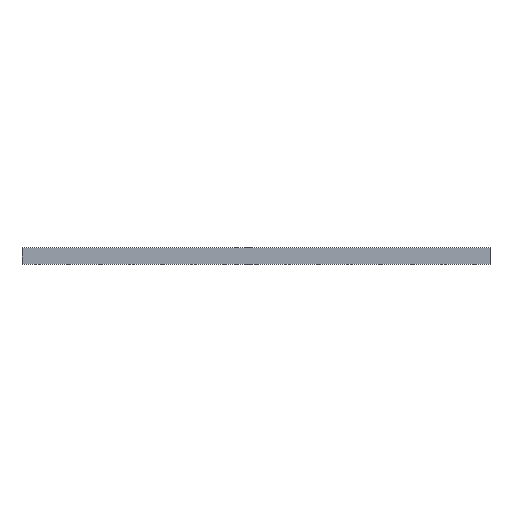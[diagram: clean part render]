
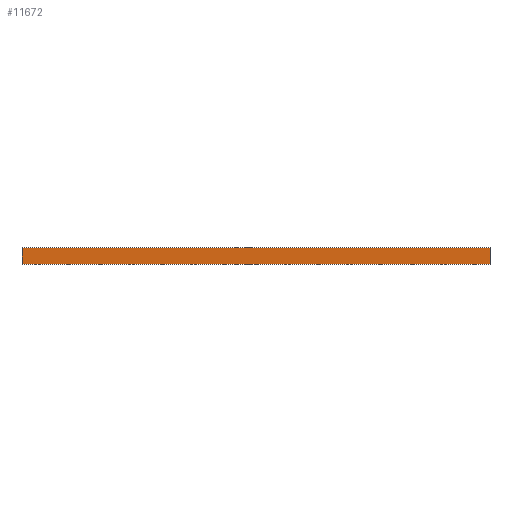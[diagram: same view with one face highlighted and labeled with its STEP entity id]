
A CAD part, front view. The second image highlights one B-rep face of the part: STEP entity #11672.
In plain terms, the highlighted planar face has unit normal (0, -0.999, -0.035).
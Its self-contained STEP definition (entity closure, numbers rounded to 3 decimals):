
#1625 = LINE ( 'NONE', #16582, #14452 ) ;
#1888 = DIRECTION ( 'NONE',  ( 0., 0.035, -0.999 ) ) ;
#2221 = EDGE_LOOP ( 'NONE', ( #6096, #3881, #13283, #13368 ) ) ;
#2491 = VECTOR ( 'NONE', #3170, 1000. ) ;
#2829 = CARTESIAN_POINT ( 'NONE',  ( 1500., -0.01, 0.29 ) ) ;
#3170 = DIRECTION ( 'NONE',  ( 0., -0.035, 0.999 ) ) ;
#3610 = CARTESIAN_POINT ( 'NONE',  ( 1500., -0.01, 0.29 ) ) ;
#3881 = ORIENTED_EDGE ( 'NONE', *, *, #11150, .F. ) ;
#5064 = VERTEX_POINT ( 'NONE', #11817 ) ;
#5318 = CARTESIAN_POINT ( 'NONE',  ( 1500., -0.01, 0.29 ) ) ;
#5976 = CARTESIAN_POINT ( 'NONE',  ( -1500., -0.01, 0.29 ) ) ;
#6082 = CARTESIAN_POINT ( 'NONE',  ( 1500., -3.694, 105.793 ) ) ;
#6096 = ORIENTED_EDGE ( 'NONE', *, *, #9367, .F. ) ;
#6553 = DIRECTION ( 'NONE',  ( -1., 0., 0. ) ) ;
#7107 = EDGE_CURVE ( 'NONE', #9944, #5064, #1625, .T. ) ;
#7188 = LINE ( 'NONE', #3610, #2491 ) ;
#7616 = CARTESIAN_POINT ( 'NONE',  ( 1500., -0.01, 0.29 ) ) ;
#9367 = EDGE_CURVE ( 'NONE', #12825, #5064, #18133, .T. ) ;
#9731 = VECTOR ( 'NONE', #20839, 1000. ) ;
#9944 = VERTEX_POINT ( 'NONE', #6082 ) ;
#11150 = EDGE_CURVE ( 'NONE', #13284, #12825, #16780, .T. ) ;
#11672 = ADVANCED_FACE ( 'NONE', ( #18323 ), #15258, .T. ) ;
#11817 = CARTESIAN_POINT ( 'NONE',  ( -1500., -3.694, 105.793 ) ) ;
#12030 = DIRECTION ( 'NONE',  ( 0., -0.999, -0.035 ) ) ;
#12825 = VERTEX_POINT ( 'NONE', #5976 ) ;
#13283 = ORIENTED_EDGE ( 'NONE', *, *, #19344, .T. ) ;
#13284 = VERTEX_POINT ( 'NONE', #7616 ) ;
#13315 = AXIS2_PLACEMENT_3D ( 'NONE', #5318, #12030, #1888 ) ;
#13368 = ORIENTED_EDGE ( 'NONE', *, *, #7107, .T. ) ;
#13378 = VECTOR ( 'NONE', #21248, 1000. ) ;
#14452 = VECTOR ( 'NONE', #6553, 1000. ) ;
#15258 = PLANE ( 'NONE',  #13315 ) ;
#15840 = CARTESIAN_POINT ( 'NONE',  ( -1500., -0.01, 0.29 ) ) ;
#16582 = CARTESIAN_POINT ( 'NONE',  ( 1500., -3.694, 105.793 ) ) ;
#16780 = LINE ( 'NONE', #2829, #13378 ) ;
#18133 = LINE ( 'NONE', #15840, #9731 ) ;
#18323 = FACE_OUTER_BOUND ( 'NONE', #2221, .T. ) ;
#19344 = EDGE_CURVE ( 'NONE', #13284, #9944, #7188, .T. ) ;
#20839 = DIRECTION ( 'NONE',  ( 0., -0.035, 0.999 ) ) ;
#21248 = DIRECTION ( 'NONE',  ( -1., 0., 0. ) ) ;
